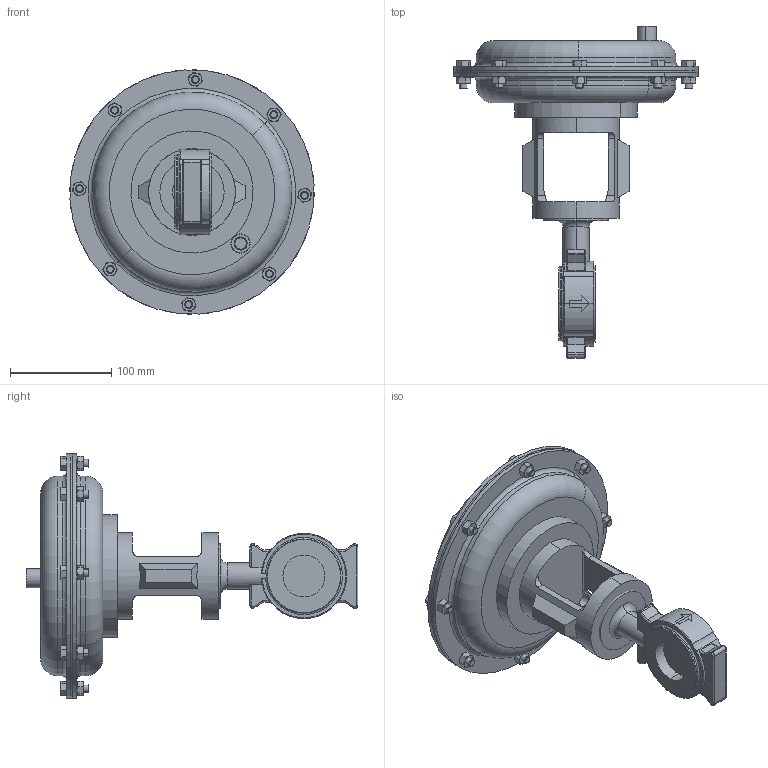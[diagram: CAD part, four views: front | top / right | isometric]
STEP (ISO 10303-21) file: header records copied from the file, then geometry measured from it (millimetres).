
FILE_DESCRIPTION (( 'STEP AP203' ), '1' );
FILE_NAME ('75-150-CS+S6-I3-35M.STEP', '2017-08-22T14:34:59', ( '' ), ( '' ), 'SwSTEP 2.0', 'SolidWorks 2014', '' );
FILE_SCHEMA (( 'CONFIG_CONTROL_DESIGN' ));
Length unit declared in the file: inch
Products named in the file (2): 75-150-CS+S6-I3-35M
Bounding box: 241.2 x 327.57 x 241.2 mm (x, y, z)
Volume: 3119958.9 mm3; surface area: 445175.5 mm2
Topology: 25 solids, 25 shells, 673 faces, 1537 edges, 949 vertices
Faces by surface type: plane 281, cone 180, cylinder 119, bspline 59, torus 34
Entity records: 24919 total; most frequent: CARTESIAN_POINT 10390, ORIENTED_EDGE 3074, DIRECTION 2776, EDGE_CURVE 1537, AXIS2_PLACEMENT_3D 1083, VERTEX_POINT 949, EDGE_LOOP 714, ADVANCED_FACE 673
